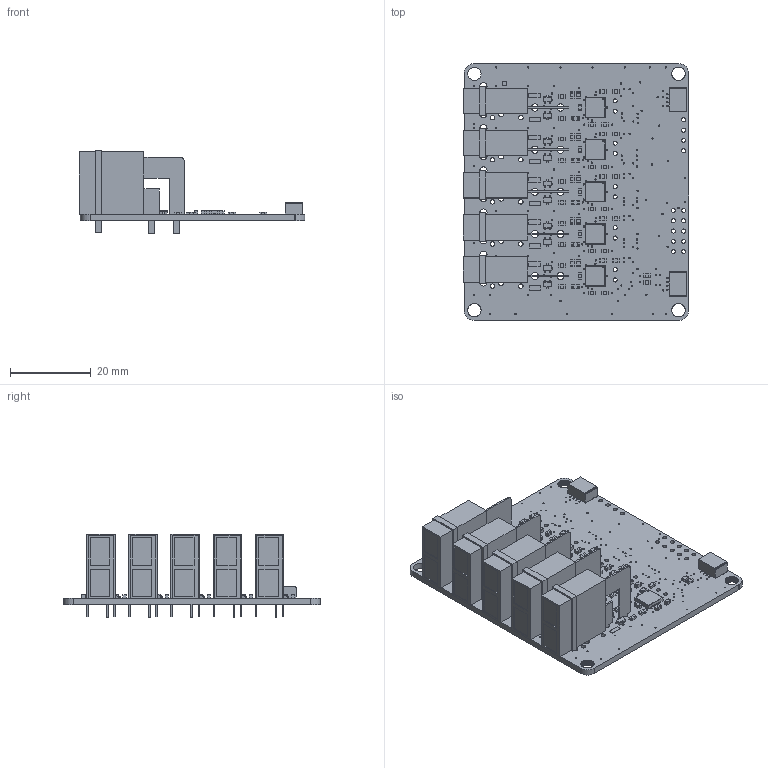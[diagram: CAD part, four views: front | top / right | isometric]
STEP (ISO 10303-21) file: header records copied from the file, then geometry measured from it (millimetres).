
FILE_DESCRIPTION(/* description */ (''),/* implementation_level */ '2;1');
FILE_NAME(/* name */ 'SEN-30013_MCP960X_5CH_R00 v6.step',/* time_stamp */ '2024-09-26T21:37:35-05:00',/* author */ (''),/* organization */ (''),/* preprocessor_version */ 'ST-DEVELOPER v20',/* originating_system */ 'Autodesk Translation Framework v13.20.0.188',/* authorisation */ '');
FILE_SCHEMA (('AUTOMOTIVE_DESIGN { 1 0 10303 214 3 1 1 }'));
Length unit declared in the file: millimetre
Products named in the file (11): SEN-30013_MCP960X_5CH_R00; Board; Packages; C0603K; SM04B-SRSS-TB; MQFN20-5X5X1; SC70---SOT-323; PCC-SMP-V(NOPLACE); C0603K (1); R0603; FIDUCIAL_1MM
Assembly tree (87 placements, depth 3):
  SEN-30013_MCP960X_5CH_R00
    Board
    Packages
      C0603K  x10
      SM04B-SRSS-TB  x2
      MQFN20-5X5X1  x5
      SC70---SOT-323  x10
      PCC-SMP-V(NOPLACE)  x5
      C0603K (1)  x15
      R0603  x37
      FIDUCIAL_1MM
Bounding box: 55.75 x 63.5 x 20.7 mm (x, y, z)
Volume: 13689.8 mm3; surface area: 16151.4 mm2
Topology: 171 solids, 171 shells, 5125 faces, 12011 edges, 7346 vertices
Faces by surface type: plane 2983, cylinder 1550, sphere 592
Full cylindrical faces by diameter (mm): 0.3 x5, 0.305 x265, 1.016 x24, 1.1 x20, 1.3 x10, 1.778 x20, 3.302 x1
Entity records: 44906 total; most frequent: DIRECTION 7492, CARTESIAN_POINT 7484, ORIENTED_EDGE 7324, EDGE_CURVE 3662, LINE 2660, VECTOR 2660, AXIS2_PLACEMENT_3D 2416, VERTEX_POINT 2408
